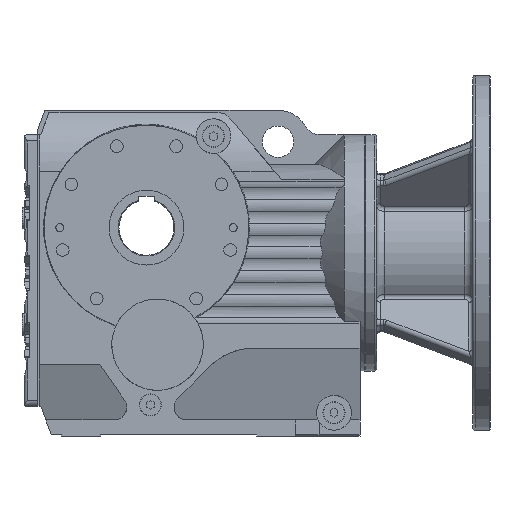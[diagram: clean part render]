
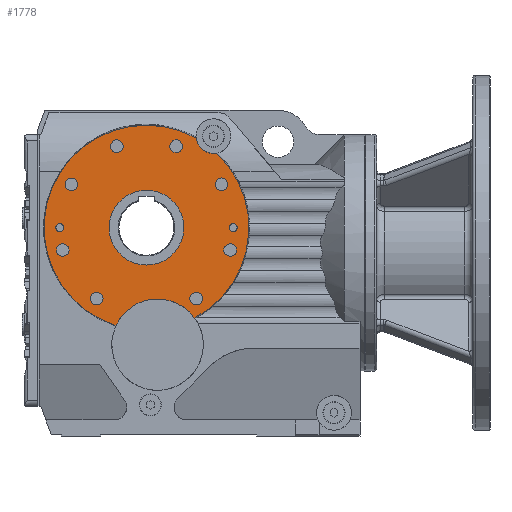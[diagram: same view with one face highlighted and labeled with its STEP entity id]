
A CAD part, front view. The second image highlights one B-rep face of the part: STEP entity #1778.
In plain terms, the highlighted planar face has unit normal (0, -1, 0).
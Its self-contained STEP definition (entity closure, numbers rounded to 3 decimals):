
#1778=ADVANCED_FACE('',(#8114,#8116,#8118,#8120,#8122,#8124,#8126,#8128,#8130,#8132,
#8134,#8136),#8138,.T.);
#8114=FACE_BOUND('',#8115,.T.);
#8115=EDGE_LOOP('',(#14427,#14428,#14429,#14430));
#8116=FACE_BOUND('',#8117,.T.);
#8117=EDGE_LOOP('',(#14431));
#8118=FACE_BOUND('',#8119,.T.);
#8119=EDGE_LOOP('',(#14432));
#8120=FACE_BOUND('',#8121,.T.);
#8121=EDGE_LOOP('',(#14433));
#8122=FACE_BOUND('',#8123,.T.);
#8123=EDGE_LOOP('',(#14434));
#8124=FACE_BOUND('',#8125,.T.);
#8125=EDGE_LOOP('',(#14435));
#8126=FACE_BOUND('',#8127,.T.);
#8127=EDGE_LOOP('',(#14436));
#8128=FACE_BOUND('',#8129,.T.);
#8129=EDGE_LOOP('',(#14437));
#8130=FACE_BOUND('',#8131,.T.);
#8131=EDGE_LOOP('',(#14438));
#8132=FACE_BOUND('',#8133,.T.);
#8133=EDGE_LOOP('',(#14439));
#8134=FACE_BOUND('',#8135,.T.);
#8135=EDGE_LOOP('',(#14440));
#8136=FACE_BOUND('',#8137,.T.);
#8137=EDGE_LOOP('',(#14441));
#8138=PLANE('',#8139);
#8139=AXIS2_PLACEMENT_3D('',#8140,#8141,#8142);
#8140=CARTESIAN_POINT('',(0.,-146.,130.));
#8141=DIRECTION('',(0.,-1.,0.));
#8142=DIRECTION('',(1.,0.,0.));
#14427=ORIENTED_EDGE('',*,*,#17588,.T.);
#14428=ORIENTED_EDGE('',*,*,#17441,.F.);
#14429=ORIENTED_EDGE('',*,*,#17589,.T.);
#14430=ORIENTED_EDGE('',*,*,#17283,.F.);
#14431=ORIENTED_EDGE('',*,*,#17299,.T.);
#14432=ORIENTED_EDGE('',*,*,#17396,.F.);
#14433=ORIENTED_EDGE('',*,*,#17398,.F.);
#14434=ORIENTED_EDGE('',*,*,#17400,.F.);
#14435=ORIENTED_EDGE('',*,*,#17402,.F.);
#14436=ORIENTED_EDGE('',*,*,#17404,.F.);
#14437=ORIENTED_EDGE('',*,*,#17406,.F.);
#14438=ORIENTED_EDGE('',*,*,#17408,.F.);
#14439=ORIENTED_EDGE('',*,*,#17410,.F.);
#14440=ORIENTED_EDGE('',*,*,#17412,.F.);
#14441=ORIENTED_EDGE('',*,*,#17414,.F.);
#17283=EDGE_CURVE('',#19012,#18995,#19014,.T.);
#17299=EDGE_CURVE('',#19040,#19040,#19041,.T.);
#17396=EDGE_CURVE('',#19225,#19225,#19226,.T.);
#17398=EDGE_CURVE('',#19229,#19229,#19230,.T.);
#17400=EDGE_CURVE('',#19233,#19233,#19234,.T.);
#17402=EDGE_CURVE('',#19237,#19237,#19238,.T.);
#17404=EDGE_CURVE('',#19241,#19241,#19242,.T.);
#17406=EDGE_CURVE('',#19245,#19245,#19246,.T.);
#17408=EDGE_CURVE('',#19249,#19249,#19250,.T.);
#17410=EDGE_CURVE('',#19253,#19253,#19254,.T.);
#17412=EDGE_CURVE('',#19257,#19257,#19258,.T.);
#17414=EDGE_CURVE('',#19261,#19261,#19262,.T.);
#17441=EDGE_CURVE('',#19307,#19302,#19309,.T.);
#17588=EDGE_CURVE('',#19012,#19302,#19549,.T.);
#17589=EDGE_CURVE('',#19307,#18995,#19550,.T.);
#18995=VERTEX_POINT('',#23006);
#19012=VERTEX_POINT('',#23291);
#19014=CIRCLE('',#23299,130.);
#19040=VERTEX_POINT('',#23632);
#19041=CIRCLE('',#23633,47.5);
#19225=VERTEX_POINT('',#24678);
#19226=CIRCLE('',#24679,8.);
#19229=VERTEX_POINT('',#24688);
#19230=CIRCLE('',#24689,8.);
#19233=VERTEX_POINT('',#24698);
#19234=CIRCLE('',#24699,8.);
#19237=VERTEX_POINT('',#24708);
#19238=CIRCLE('',#24709,8.);
#19241=VERTEX_POINT('',#24718);
#19242=CIRCLE('',#24719,5.);
#19245=VERTEX_POINT('',#24728);
#19246=CIRCLE('',#24729,5.);
#19249=VERTEX_POINT('',#24738);
#19250=CIRCLE('',#24739,8.);
#19253=VERTEX_POINT('',#24748);
#19254=CIRCLE('',#24749,8.);
#19257=VERTEX_POINT('',#24758);
#19258=CIRCLE('',#24759,8.);
#19261=VERTEX_POINT('',#24768);
#19262=CIRCLE('',#24769,8.);
#19302=VERTEX_POINT('',#25006);
#19307=VERTEX_POINT('',#25086);
#19309=CIRCLE('',#25091,130.);
#19549=CIRCLE('',#25831,22.);
#19550=CIRCLE('',#25835,58.);
#23006=CARTESIAN_POINT('',(61.148,-146.,-114.721));
#23291=CARTESIAN_POINT('',(89.344,-146.,94.433));
#23299=AXIS2_PLACEMENT_3D('',#23300,#23301,#23302);
#23300=CARTESIAN_POINT('',(0.,-146.,0.));
#23301=DIRECTION('',(-0.,1.,0.));
#23302=DIRECTION('',(0.687,0.,0.726));
#23632=CARTESIAN_POINT('',(47.5,-146.,0.));
#23633=AXIS2_PLACEMENT_3D('',#23634,#23635,#23636);
#23634=CARTESIAN_POINT('',(0.,-146.,0.));
#23635=DIRECTION('',(-0.,1.,-0.));
#23636=DIRECTION('',(1.,0.,0.));
#24678=CARTESIAN_POINT('',(-87.263,-146.,55.));
#24679=AXIS2_PLACEMENT_3D('',#24680,#24681,#24682);
#24680=CARTESIAN_POINT('',(-95.263,-146.,55.));
#24681=DIRECTION('',(0.,-1.,0.));
#24682=DIRECTION('',(-1.,0.,0.));
#24688=CARTESIAN_POINT('',(103.263,-146.,55.));
#24689=AXIS2_PLACEMENT_3D('',#24690,#24691,#24692);
#24690=CARTESIAN_POINT('',(95.263,-146.,55.));
#24691=DIRECTION('',(0.,-1.,0.));
#24692=DIRECTION('',(-1.,0.,0.));
#24698=CARTESIAN_POINT('',(114.252,-146.,-28.47));
#24699=AXIS2_PLACEMENT_3D('',#24700,#24701,#24702);
#24700=CARTESIAN_POINT('',(106.252,-146.,-28.47));
#24701=DIRECTION('',(0.,-1.,0.));
#24702=DIRECTION('',(-1.,0.,0.));
#24708=CARTESIAN_POINT('',(-98.252,-146.,-28.47));
#24709=AXIS2_PLACEMENT_3D('',#24710,#24711,#24712);
#24710=CARTESIAN_POINT('',(-106.252,-146.,-28.47));
#24711=DIRECTION('',(0.,-1.,0.));
#24712=DIRECTION('',(-1.,0.,0.));
#24718=CARTESIAN_POINT('',(-105.,-146.,0.));
#24719=AXIS2_PLACEMENT_3D('',#24720,#24721,#24722);
#24720=CARTESIAN_POINT('',(-110.,-146.,0.));
#24721=DIRECTION('',(0.,-1.,0.));
#24722=DIRECTION('',(-1.,0.,0.));
#24728=CARTESIAN_POINT('',(115.,-146.,0.));
#24729=AXIS2_PLACEMENT_3D('',#24730,#24731,#24732);
#24730=CARTESIAN_POINT('',(110.,-146.,0.));
#24731=DIRECTION('',(0.,-1.,0.));
#24732=DIRECTION('',(-1.,0.,0.));
#24738=CARTESIAN_POINT('',(-55.093,-146.,-90.107));
#24739=AXIS2_PLACEMENT_3D('',#24740,#24741,#24742);
#24740=CARTESIAN_POINT('',(-63.093,-146.,-90.107));
#24741=DIRECTION('',(0.,-1.,0.));
#24742=DIRECTION('',(-1.,0.,0.));
#24748=CARTESIAN_POINT('',(71.093,-146.,-90.107));
#24749=AXIS2_PLACEMENT_3D('',#24750,#24751,#24752);
#24750=CARTESIAN_POINT('',(63.093,-146.,-90.107));
#24751=DIRECTION('',(0.,-1.,0.));
#24752=DIRECTION('',(-1.,0.,0.));
#24758=CARTESIAN_POINT('',(-29.622,-146.,103.366));
#24759=AXIS2_PLACEMENT_3D('',#24760,#24761,#24762);
#24760=CARTESIAN_POINT('',(-37.622,-146.,103.366));
#24761=DIRECTION('',(0.,-1.,0.));
#24762=DIRECTION('',(-1.,0.,0.));
#24768=CARTESIAN_POINT('',(45.622,-146.,103.366));
#24769=AXIS2_PLACEMENT_3D('',#24770,#24771,#24772);
#24770=CARTESIAN_POINT('',(37.622,-146.,103.366));
#24771=DIRECTION('',(0.,-1.,0.));
#24772=DIRECTION('',(-1.,0.,0.));
#25006=CARTESIAN_POINT('',(63.126,-146.,113.644));
#25086=CARTESIAN_POINT('',(-38.631,-146.,-124.128));
#25091=AXIS2_PLACEMENT_3D('',#25092,#25093,#25094);
#25092=CARTESIAN_POINT('',(0.,-146.,0.));
#25093=DIRECTION('',(0.,1.,-0.));
#25094=DIRECTION('',(-0.297,0.,-0.955));
#25831=AXIS2_PLACEMENT_3D('',#25832,#25833,#25834);
#25832=CARTESIAN_POINT('',(85.,-146.,116.));
#25833=DIRECTION('',(-0.,1.,0.));
#25834=DIRECTION('',(0.197,0.,-0.98));
#25835=AXIS2_PLACEMENT_3D('',#25836,#25837,#25838);
#25836=CARTESIAN_POINT('',(14.,-146.,-148.5));
#25837=DIRECTION('',(0.,1.,-0.));
#25838=DIRECTION('',(-0.907,0.,0.42));
